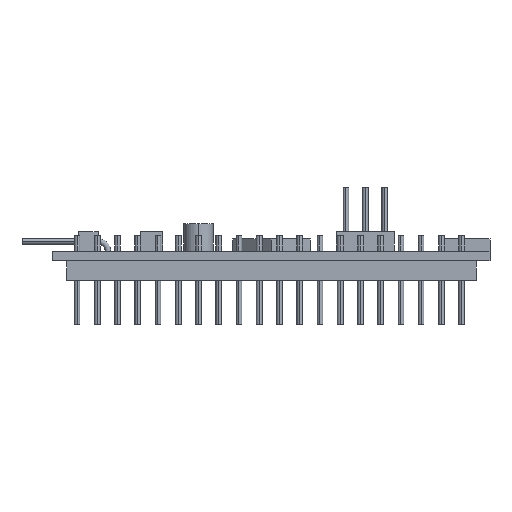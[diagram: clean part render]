
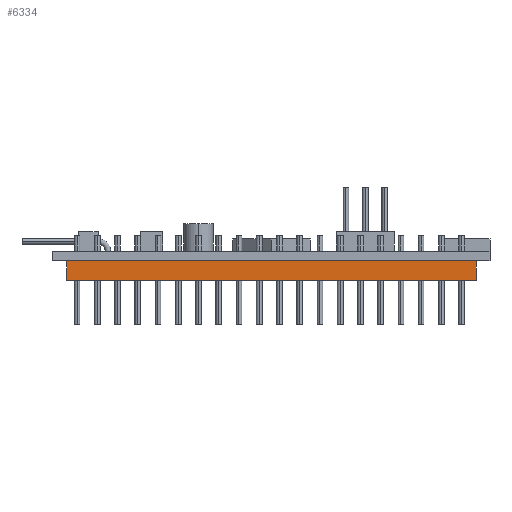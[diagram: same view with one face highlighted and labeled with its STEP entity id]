
A CAD part, left-side view. The second image highlights one B-rep face of the part: STEP entity #6334.
In plain terms, the highlighted planar face has unit normal (-1, 0, 0).
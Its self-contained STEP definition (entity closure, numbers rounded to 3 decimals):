
#61 = DIRECTION ( 'NONE',  ( 0., 1., 0. ) ) ;
#219 = ORIENTED_EDGE ( 'NONE', *, *, #412, .F. ) ;
#412 = EDGE_CURVE ( 'NONE', #6622, #5295, #6150, .T. ) ;
#1122 = CARTESIAN_POINT ( 'NONE',  ( -8.4, -29.171, -2.4 ) ) ;
#2011 = AXIS2_PLACEMENT_3D ( 'NONE', #9680, #7263, #9628 ) ;
#2104 = DIRECTION ( 'NONE',  ( 0., 0., 1. ) ) ;
#2353 = LINE ( 'NONE', #8071, #5568 ) ;
#3119 = CARTESIAN_POINT ( 'NONE',  ( -8.4, -29.171, -2.4 ) ) ;
#3142 = CARTESIAN_POINT ( 'NONE',  ( -8.4, 21.429, -2.4 ) ) ;
#3214 = CARTESIAN_POINT ( 'NONE',  ( -8.4, 21.429, -2.4 ) ) ;
#3310 = LINE ( 'NONE', #3214, #5288 ) ;
#3594 = VECTOR ( 'NONE', #5558, 1000. ) ;
#3712 = EDGE_CURVE ( 'NONE', #6466, #10109, #7177, .T. ) ;
#4120 = FACE_OUTER_BOUND ( 'NONE', #5656, .T. ) ;
#5176 = ORIENTED_EDGE ( 'NONE', *, *, #7369, .F. ) ;
#5288 = VECTOR ( 'NONE', #61, 1000. ) ;
#5295 = VERTEX_POINT ( 'NONE', #8833 ) ;
#5491 = DIRECTION ( 'NONE',  ( 0., 1., 0. ) ) ;
#5558 = DIRECTION ( 'NONE',  ( 0., 0., 1. ) ) ;
#5568 = VECTOR ( 'NONE', #5491, 1000. ) ;
#5583 = ORIENTED_EDGE ( 'NONE', *, *, #3712, .T. ) ;
#5656 = EDGE_LOOP ( 'NONE', ( #9751, #219, #5176, #5583 ) ) ;
#6150 = LINE ( 'NONE', #8620, #9753 ) ;
#6269 = EDGE_CURVE ( 'NONE', #10109, #5295, #2353, .T. ) ;
#6334 = ADVANCED_FACE ( 'NONE', ( #4120 ), #8931, .F. ) ;
#6466 = VERTEX_POINT ( 'NONE', #1122 ) ;
#6498 = CARTESIAN_POINT ( 'NONE',  ( -8.4, -29.171, 0. ) ) ;
#6622 = VERTEX_POINT ( 'NONE', #3142 ) ;
#7177 = LINE ( 'NONE', #3119, #3594 ) ;
#7263 = DIRECTION ( 'NONE',  ( 1., 0., 0. ) ) ;
#7369 = EDGE_CURVE ( 'NONE', #6466, #6622, #3310, .T. ) ;
#8071 = CARTESIAN_POINT ( 'NONE',  ( -8.4, 21.429, 0. ) ) ;
#8620 = CARTESIAN_POINT ( 'NONE',  ( -8.4, 21.429, -2.4 ) ) ;
#8833 = CARTESIAN_POINT ( 'NONE',  ( -8.4, 21.429, 0. ) ) ;
#8931 = PLANE ( 'NONE',  #2011 ) ;
#9628 = DIRECTION ( 'NONE',  ( 0., 0., -1. ) ) ;
#9680 = CARTESIAN_POINT ( 'NONE',  ( -8.4, 21.429, -2.4 ) ) ;
#9751 = ORIENTED_EDGE ( 'NONE', *, *, #6269, .T. ) ;
#9753 = VECTOR ( 'NONE', #2104, 1000. ) ;
#10109 = VERTEX_POINT ( 'NONE', #6498 ) ;
